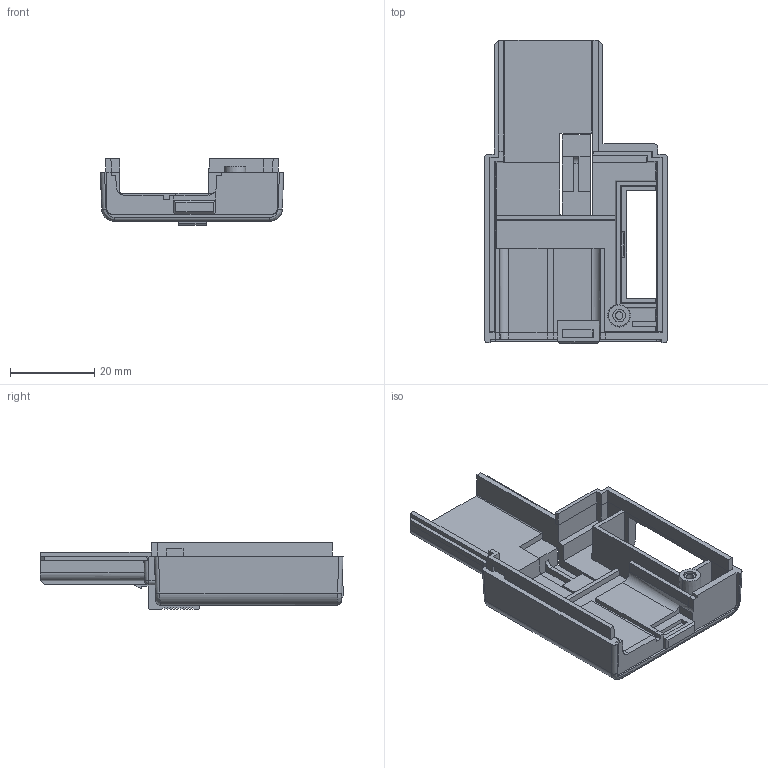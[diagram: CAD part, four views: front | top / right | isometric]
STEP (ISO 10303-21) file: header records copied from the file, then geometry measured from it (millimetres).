
FILE_DESCRIPTION((''),'2;1');
FILE_NAME('','2024-11-14T',(''),(''),'PRO/ENGINEER BY PARAMETRIC TECHNOLOGY CORPORATION, 2003250','PRO/ENGINEER BY PARAMETRIC TECHNOLOGY CORPORATION, 2003250','');
FILE_SCHEMA(('CONFIG_CONTROL_DESIGN'));
Length unit declared in the file: millimetre
Bounding box: 43.41 x 71.85 x 15.85 mm (x, y, z)
Volume: 10003.9 mm3; surface area: 10764.2 mm2
Topology: 1 solids, 1 shells, 313 faces, 885 edges, 574 vertices
Faces by surface type: plane 267, cylinder 34, bspline 4, cone 4, extrusion 2, sphere 2
Entity records: 10231 total; most frequent: CARTESIAN_POINT 2136, ORIENTED_EDGE 1770, DIRECTION 1522, EDGE_CURVE 885, VECTOR 788, LINE 786, VERTEX_POINT 574, AXIS2_PLACEMENT_3D 367
